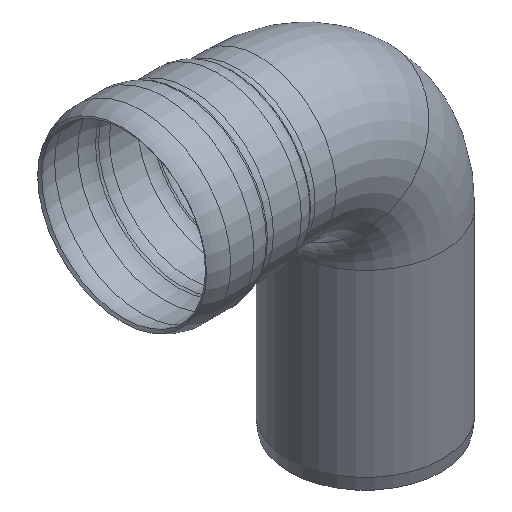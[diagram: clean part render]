
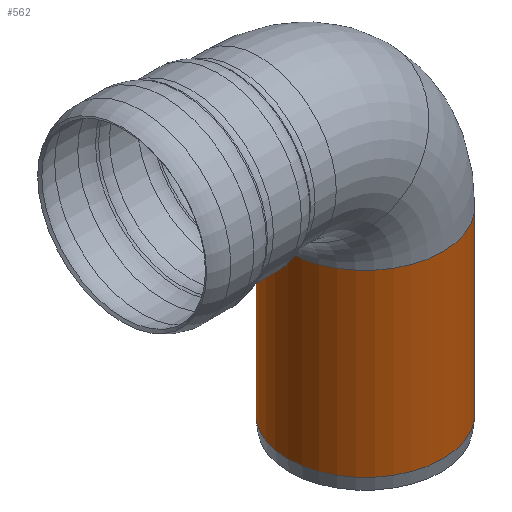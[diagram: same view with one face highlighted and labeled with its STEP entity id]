
A CAD part, isometric view. The second image highlights one B-rep face of the part: STEP entity #562.
In plain terms, the highlighted cylindrical face has radius 510 mm (diameter 1020 mm), a full revolution.
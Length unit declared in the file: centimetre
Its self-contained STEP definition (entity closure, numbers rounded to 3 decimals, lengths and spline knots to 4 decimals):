
#24=CYLINDRICAL_SURFACE('',#614,51.);
#49=LINE('',#968,#65);
#65=VECTOR('',#748,51.);
#98=FACE_OUTER_BOUND('',#135,.T.);
#135=EDGE_LOOP('',(#403,#404,#405,#406));
#169=CIRCLE('',#600,51.);
#174=CIRCLE('',#609,51.);
#239=VERTEX_POINT('',#943);
#243=VERTEX_POINT('',#958);
#296=EDGE_CURVE('',#239,#239,#169,.T.);
#303=EDGE_CURVE('',#243,#243,#174,.T.);
#307=EDGE_CURVE('',#243,#239,#49,.T.);
#403=ORIENTED_EDGE('',*,*,#303,.F.);
#404=ORIENTED_EDGE('',*,*,#307,.T.);
#405=ORIENTED_EDGE('',*,*,#296,.T.);
#406=ORIENTED_EDGE('',*,*,#307,.F.);
#562=ADVANCED_FACE('',(#98),#24,.T.);
#600=AXIS2_PLACEMENT_3D('',#945,#716,#717);
#609=AXIS2_PLACEMENT_3D('',#960,#736,#737);
#614=AXIS2_PLACEMENT_3D('',#967,#746,#747);
#716=DIRECTION('center_axis',(0.,0.,
1.));
#717=DIRECTION('ref_axis',(1.,0.,0.));
#736=DIRECTION('center_axis',(0.,0.,
1.));
#737=DIRECTION('ref_axis',(1.,0.,0.));
#746=DIRECTION('center_axis',(0.,0.,
1.));
#747=DIRECTION('ref_axis',(1.,0.,0.));
#748=DIRECTION('',(0.,0.,-1.));
#943=CARTESIAN_POINT('',(-131.015,-626.1827,-105.));
#945=CARTESIAN_POINT('Origin',(-80.015,-626.1827,-105.));
#958=CARTESIAN_POINT('',(-131.015,-626.1827,13.));
#960=CARTESIAN_POINT('Origin',(-80.015,-626.1827,13.));
#967=CARTESIAN_POINT('Origin',(-80.015,-626.1827,-134.));
#968=CARTESIAN_POINT('',(-131.015,-626.1827,-134.));
